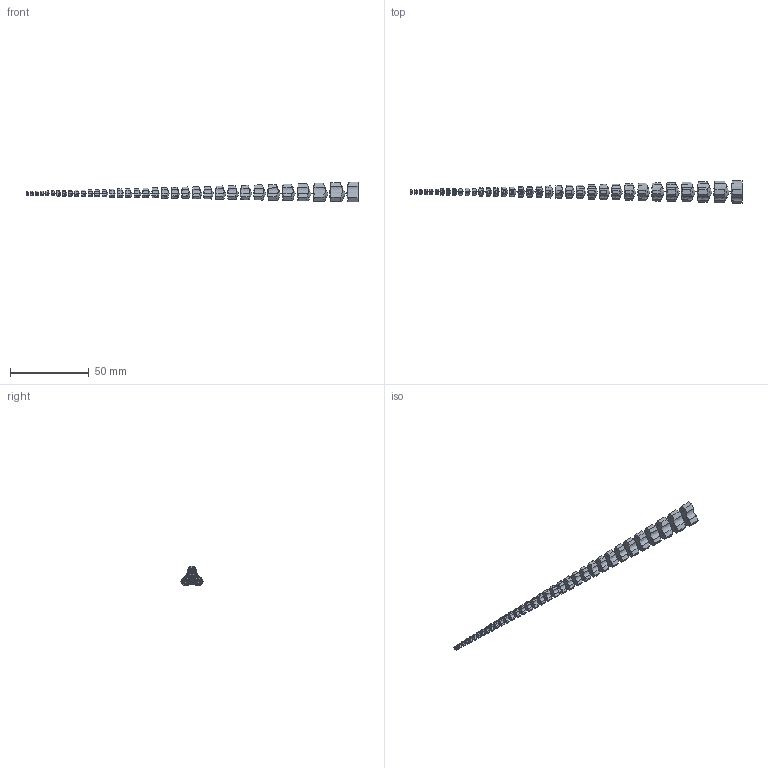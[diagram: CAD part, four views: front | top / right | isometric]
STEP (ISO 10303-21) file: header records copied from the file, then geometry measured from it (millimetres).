
FILE_DESCRIPTION(/* description */ ('','CAx-IF Rec.Pracs.---Representation and Presentation of Product Manufacturing Information (PMI)---4.0---2014-10-13'),/* implementation_level */ '2;1');
FILE_NAME(/* name */ 'spiral_arm_3d v2.step',/* time_stamp */ '2025-02-22T20:01:49+02:00',/* author */ (''),/* organization */ (''),/* preprocessor_version */ 'ST-DEVELOPER v20',/* originating_system */ 'Autodesk Translation Framework v13.20.0.188',/* authorisation */ '');
FILE_SCHEMA (('AP242_MANAGED_MODEL_BASED_3D_ENGINEERING_MIM_LF { 1 0 10303 442 1 1 4 }'));
Products named in the file (1): spiral_arm_3d
Bounding box: 210.37 x 14.46 x 12.53 mm (x, y, z)
Volume: 6455.1 mm3; surface area: 6368 mm2
Topology: 35 solids, 35 shells, 697 faces, 2289 edges, 1594 vertices
Faces by surface type: plane 317, bspline 210, cylinder 102, cone 68
Entity records: 35861 total; most frequent: CARTESIAN_POINT 19226, ORIENTED_EDGE 4442, DIRECTION 2298, EDGE_CURVE 2221, VERTEX_POINT 1594, AXIS2_PLACEMENT_3D 941, EDGE_LOOP 907, B_SPLINE_CURVE_WITH_KNOTS 717
